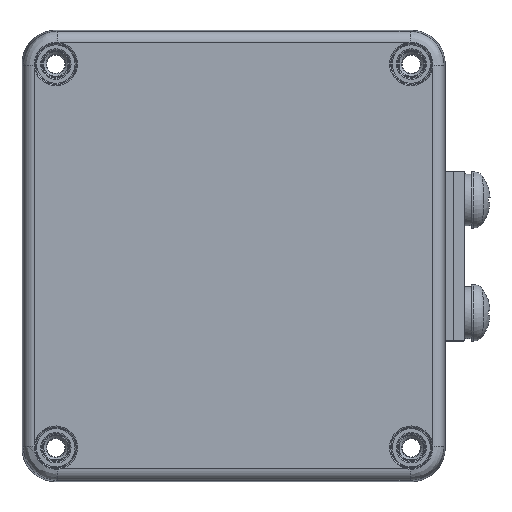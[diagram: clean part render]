
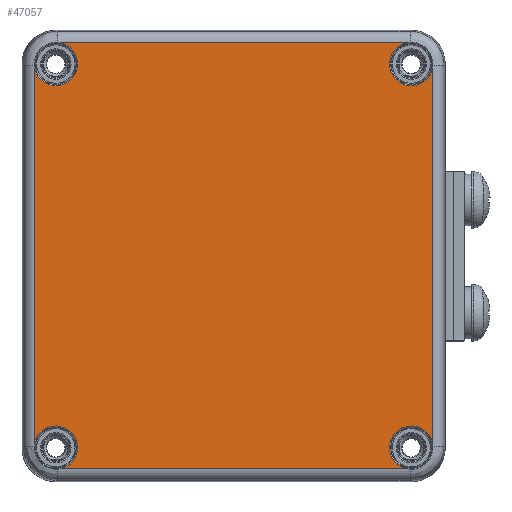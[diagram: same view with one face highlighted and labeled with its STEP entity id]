
A CAD part, top view. The second image highlights one B-rep face of the part: STEP entity #47057.
In plain terms, the highlighted face is planar.
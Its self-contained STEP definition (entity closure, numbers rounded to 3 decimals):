
#34758=CARTESIAN_POINT('',(30.75,37.773,-15.0));
#34759=VERTEX_POINT('',#34758);
#34864=CARTESIAN_POINT('',(35.273,33.25,-15.0));
#34865=VERTEX_POINT('',#34864);
#34905=CARTESIAN_POINT('',(31.5,34.,-15.0));
#34906=DIRECTION('',(0.0,0.0,-1.0));
#34907=DIRECTION('',(1.0,0.0,0.0));
#34908=AXIS2_PLACEMENT_3D('',#34905,#34906,#34907);
#34909=CIRCLE('',#34908,3.847);
#34910=EDGE_CURVE('',#34865,#34759,#34909,.T.);
#34949=CARTESIAN_POINT('',(35.273,-33.25,-15.0));
#34950=VERTEX_POINT('',#34949);
#34960=CARTESIAN_POINT('',(35.273,-33.25,-15.0));
#34961=DIRECTION('',(0.0,1.0,0.0));
#34962=VECTOR('',#34961,66.501);
#34963=LINE('',#34960,#34962);
#34964=EDGE_CURVE('',#34950,#34865,#34963,.T.);
#35027=CARTESIAN_POINT('',(-30.75,37.773,-15.0));
#35028=VERTEX_POINT('',#35027);
#35029=CARTESIAN_POINT('',(30.75,37.773,-15.0));
#35030=DIRECTION('',(-1.0,0.0,0.0));
#35031=VECTOR('',#35030,61.501);
#35032=LINE('',#35029,#35031);
#35033=EDGE_CURVE('',#34759,#35028,#35032,.T.);
#35101=CARTESIAN_POINT('',(-35.273,33.25,-15.0));
#35102=VERTEX_POINT('',#35101);
#35288=CARTESIAN_POINT('',(-31.5,34.,-15.0));
#35289=DIRECTION('',(0.0,0.0,-1.0));
#35290=DIRECTION('',(1.0,0.0,0.0));
#35291=AXIS2_PLACEMENT_3D('',#35288,#35289,#35290);
#35292=CIRCLE('',#35291,3.847);
#35293=EDGE_CURVE('',#35028,#35102,#35292,.T.);
#35306=CARTESIAN_POINT('',(-35.273,-33.25,-15.0));
#35307=VERTEX_POINT('',#35306);
#35308=CARTESIAN_POINT('',(-35.273,33.25,-15.0));
#35309=DIRECTION('',(0.0,-1.0,0.0));
#35310=VECTOR('',#35309,66.501);
#35311=LINE('',#35308,#35310);
#35312=EDGE_CURVE('',#35102,#35307,#35311,.T.);
#35474=CARTESIAN_POINT('',(30.75,-37.773,-15.0));
#35475=VERTEX_POINT('',#35474);
#35567=CARTESIAN_POINT('',(31.5,-34.,-15.0));
#35568=DIRECTION('',(0.0,0.0,-1.0));
#35569=DIRECTION('',(1.0,0.0,0.0));
#35570=AXIS2_PLACEMENT_3D('',#35567,#35568,#35569);
#35571=CIRCLE('',#35570,3.847);
#35572=EDGE_CURVE('',#35475,#34950,#35571,.T.);
#35615=CARTESIAN_POINT('',(-30.75,-37.773,-15.0));
#35616=VERTEX_POINT('',#35615);
#35802=CARTESIAN_POINT('',(-31.5,-34.,-15.0));
#35803=DIRECTION('',(0.0,0.0,-1.0));
#35804=DIRECTION('',(1.0,0.0,0.0));
#35805=AXIS2_PLACEMENT_3D('',#35802,#35803,#35804);
#35806=CIRCLE('',#35805,3.847);
#35807=EDGE_CURVE('',#35307,#35616,#35806,.T.);
#35829=CARTESIAN_POINT('',(-30.75,-37.773,-15.0));
#35830=DIRECTION('',(1.0,0.0,0.0));
#35831=VECTOR('',#35830,61.501);
#35832=LINE('',#35829,#35831);
#35833=EDGE_CURVE('',#35616,#35475,#35832,.T.);
#47042=CARTESIAN_POINT('',(0.,0.,-15.0));
#47043=DIRECTION('',(0.0,0.0,1.0));
#47044=DIRECTION('',(1.0,0.0,0.0));
#47045=AXIS2_PLACEMENT_3D('',#47042,#47043,#47044);
#47046=PLANE('',#47045);
#47047=ORIENTED_EDGE('',*,*,#35807,.F.);
#47048=ORIENTED_EDGE('',*,*,#35312,.F.);
#47049=ORIENTED_EDGE('',*,*,#35293,.F.);
#47050=ORIENTED_EDGE('',*,*,#35033,.F.);
#47051=ORIENTED_EDGE('',*,*,#34910,.F.);
#47052=ORIENTED_EDGE('',*,*,#34964,.F.);
#47053=ORIENTED_EDGE('',*,*,#35572,.F.);
#47054=ORIENTED_EDGE('',*,*,#35833,.F.);
#47055=EDGE_LOOP('',(#47047,#47048,#47049,#47050,#47051,#47052,#47053,#47054));
#47056=FACE_OUTER_BOUND('',#47055,.T.);
#47057=ADVANCED_FACE('',(#47056),#47046,.F.);
